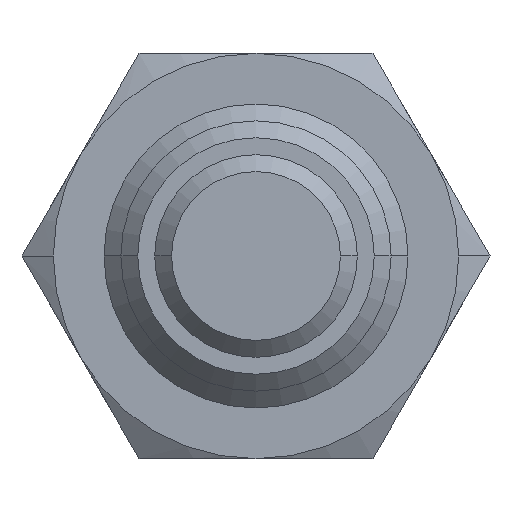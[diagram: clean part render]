
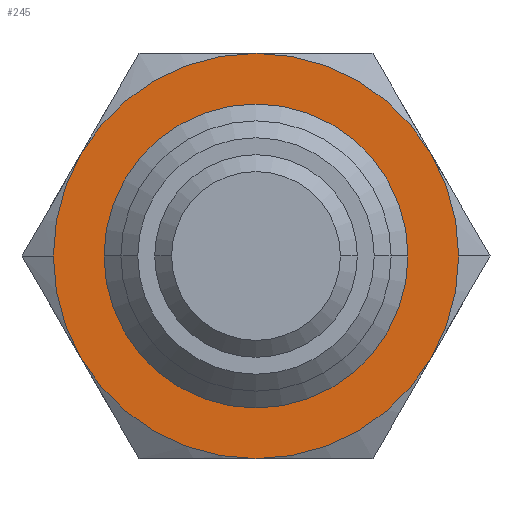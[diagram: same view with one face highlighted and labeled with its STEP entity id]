
A CAD part, front view. The second image highlights one B-rep face of the part: STEP entity #245.
In plain terms, the highlighted planar face has unit normal (0, -1, 0).
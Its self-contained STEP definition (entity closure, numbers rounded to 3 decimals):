
#245=ADVANCED_FACE('',(#405,#406),#407,.T.);
#405=FACE_OUTER_BOUND('',#572,.T.);
#406=FACE_BOUND('',#573,.T.);
#407=PLANE('',#574);
#572=EDGE_LOOP('',(#1099,#1100,#1101,#1102,#1103,#1104,#1105,#1106));
#573=EDGE_LOOP('',(#1107,#1108));
#574=AXIS2_PLACEMENT_3D('',#1109,#1110,#1111);
#1099=ORIENTED_EDGE('',*,*,#1307,.F.);
#1100=ORIENTED_EDGE('',*,*,#1293,.F.);
#1101=ORIENTED_EDGE('',*,*,#1296,.F.);
#1102=ORIENTED_EDGE('',*,*,#1298,.F.);
#1103=ORIENTED_EDGE('',*,*,#1291,.F.);
#1104=ORIENTED_EDGE('',*,*,#1302,.F.);
#1105=ORIENTED_EDGE('',*,*,#1305,.F.);
#1106=ORIENTED_EDGE('',*,*,#1287,.F.);
#1107=ORIENTED_EDGE('',*,*,#1327,.T.);
#1108=ORIENTED_EDGE('',*,*,#1271,.T.);
#1109=CARTESIAN_POINT('',(10.5,-8.0,0.0));
#1110=DIRECTION('',(0.0,-1.0,0.0));
#1111=DIRECTION('',(-1.0,0.0,0.0));
#1271=EDGE_CURVE('',#1499,#1496,#1500,.T.);
#1287=EDGE_CURVE('',#1526,#1529,#1530,.T.);
#1291=EDGE_CURVE('',#1535,#1533,#1537,.T.);
#1293=EDGE_CURVE('',#1539,#1541,#1542,.T.);
#1296=EDGE_CURVE('',#1545,#1539,#1547,.T.);
#1298=EDGE_CURVE('',#1533,#1545,#1549,.T.);
#1302=EDGE_CURVE('',#1553,#1535,#1555,.T.);
#1305=EDGE_CURVE('',#1529,#1553,#1559,.T.);
#1307=EDGE_CURVE('',#1541,#1526,#1561,.T.);
#1327=EDGE_CURVE('',#1496,#1499,#1589,.T.);
#1496=VERTEX_POINT('',#2056);
#1499=VERTEX_POINT('',#2060);
#1500=CIRCLE('',#2061,9.0);
#1526=VERTEX_POINT('',#2116);
#1529=VERTEX_POINT('',#2120);
#1530=CIRCLE('',#2121,12.0);
#1533=VERTEX_POINT('',#2135);
#1535=VERTEX_POINT('',#2138);
#1537=CIRCLE('',#2151,12.0);
#1539=VERTEX_POINT('',#2153);
#1541=VERTEX_POINT('',#2166);
#1542=CIRCLE('',#2167,12.0);
#1545=VERTEX_POINT('',#2181);
#1547=CIRCLE('',#2194,12.0);
#1549=CIRCLE('',#2207,12.0);
#1553=VERTEX_POINT('',#2233);
#1555=CIRCLE('',#2246,12.0);
#1559=CIRCLE('',#2272,12.0);
#1561=CIRCLE('',#2285,12.0);
#1589=CIRCLE('',#2423,9.0);
#2056=CARTESIAN_POINT('',(9.0,-8.0,0.0));
#2060=CARTESIAN_POINT('',(-9.0,-8.0,0.));
#2061=AXIS2_PLACEMENT_3D('',#2609,#2610,#2611);
#2116=CARTESIAN_POINT('',(12.0,-8.0,0.));
#2120=CARTESIAN_POINT('',(10.392,-8.0,-6.0));
#2121=AXIS2_PLACEMENT_3D('',#2635,#2636,#2637);
#2135=CARTESIAN_POINT('',(-12.0,-8.0,0.));
#2138=CARTESIAN_POINT('',(-10.392,-8.0,-6.0));
#2151=AXIS2_PLACEMENT_3D('',#2639,#2640,#2641);
#2153=CARTESIAN_POINT('',(0.,-8.0,12.0));
#2166=CARTESIAN_POINT('',(10.392,-8.0,6.0));
#2167=AXIS2_PLACEMENT_3D('',#2642,#2643,#2644);
#2181=CARTESIAN_POINT('',(-10.392,-8.0,6.0));
#2194=AXIS2_PLACEMENT_3D('',#2645,#2646,#2647);
#2207=AXIS2_PLACEMENT_3D('',#2648,#2649,#2650);
#2233=CARTESIAN_POINT('',(0.0,-8.0,-12.0));
#2246=AXIS2_PLACEMENT_3D('',#2651,#2652,#2653);
#2272=AXIS2_PLACEMENT_3D('',#2654,#2655,#2656);
#2285=AXIS2_PLACEMENT_3D('',#2657,#2658,#2659);
#2423=AXIS2_PLACEMENT_3D('',#2687,#2688,#2689);
#2609=CARTESIAN_POINT('',(0.0,-8.0,0.0));
#2610=DIRECTION('',(0.0,1.0,0.0));
#2611=DIRECTION('',(1.0,0.0,0.0));
#2635=CARTESIAN_POINT('',(0.0,-8.0,0.0));
#2636=DIRECTION('',(0.0,1.0,0.0));
#2637=DIRECTION('',(1.0,0.0,0.0));
#2639=CARTESIAN_POINT('',(0.0,-8.0,0.0));
#2640=DIRECTION('',(0.0,1.0,0.0));
#2641=DIRECTION('',(1.0,0.0,0.0));
#2642=CARTESIAN_POINT('',(0.0,-8.0,0.0));
#2643=DIRECTION('',(0.0,1.0,0.0));
#2644=DIRECTION('',(1.0,0.0,0.0));
#2645=CARTESIAN_POINT('',(0.0,-8.0,0.0));
#2646=DIRECTION('',(0.0,1.0,0.0));
#2647=DIRECTION('',(1.0,0.0,0.0));
#2648=CARTESIAN_POINT('',(0.0,-8.0,0.0));
#2649=DIRECTION('',(0.0,1.0,0.0));
#2650=DIRECTION('',(1.0,0.0,0.0));
#2651=CARTESIAN_POINT('',(0.0,-8.0,0.0));
#2652=DIRECTION('',(0.0,1.0,0.0));
#2653=DIRECTION('',(1.0,0.0,0.0));
#2654=CARTESIAN_POINT('',(0.0,-8.0,0.0));
#2655=DIRECTION('',(0.0,1.0,0.0));
#2656=DIRECTION('',(1.0,0.0,0.0));
#2657=CARTESIAN_POINT('',(0.0,-8.0,0.0));
#2658=DIRECTION('',(0.0,1.0,0.0));
#2659=DIRECTION('',(1.0,0.0,0.0));
#2687=CARTESIAN_POINT('',(0.0,-8.0,0.0));
#2688=DIRECTION('',(0.0,1.0,0.0));
#2689=DIRECTION('',(1.0,0.0,0.0));
